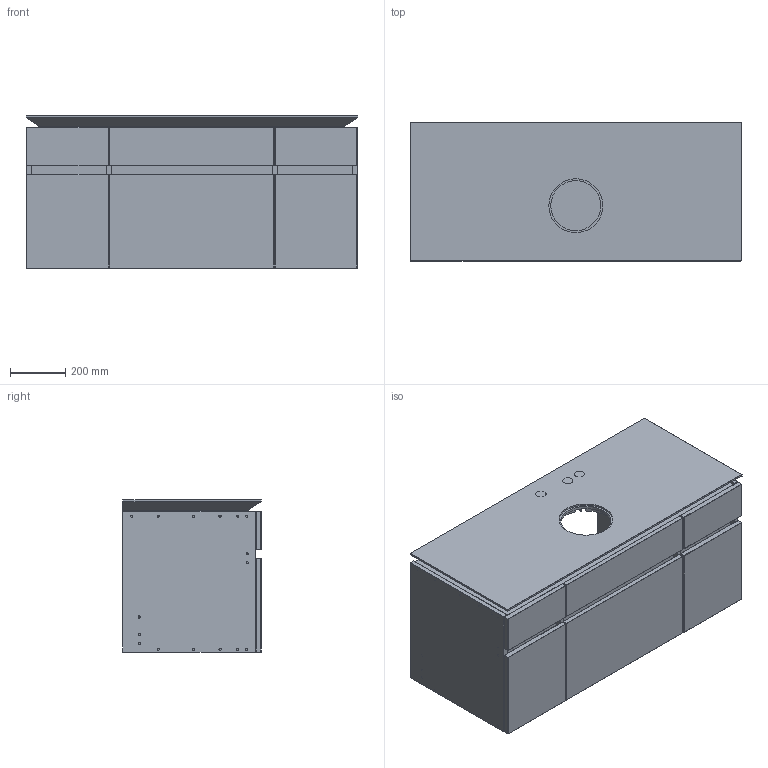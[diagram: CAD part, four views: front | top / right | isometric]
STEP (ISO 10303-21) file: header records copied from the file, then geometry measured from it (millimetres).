
FILE_DESCRIPTION((' '),'2;1');
FILE_NAME('B57800_B578L0.stp','2022-05-16T07:46:35',(' '),(' '),' ','ACIS',' ');
FILE_SCHEMA(('CONFIG_CONTROL_DESIGN'));
Length unit declared in the file: millimetre
Products named in the file (33): B57800_B578L0.stp; Körper1; Körper2; Körper3; Körper4; Körper5; Körper6; Körper7; Körper8; Körper9; Körper10; Körper11; Körper12; Körper13; Körper14; Körper15; Körper16; Körper17; Körper18; Körper19; Körper20; Körper21; Körper22; Körper23; Körper24; Körper25; Körper26; Körper27; Körper28; Körper29; Körper30; Körper31; Körper32
Assembly tree (32 placements, depth 2):
  B57800_B578L0.stp
    Körper1
    Körper2
    Körper3
    Körper4
    Körper5
    Körper6
    Körper7
    Körper8
    Körper9
    Körper10
    Körper11
    Körper12
    Körper13
    Körper14
    Körper15
    Körper16
    Körper17
    Körper18
    Körper19
    Körper20
    Körper21
    Körper22
    Körper23
    Körper24
    Körper25
    Körper26
    Körper27
    Körper28
    Körper29
    Körper30
    Körper31
    Körper32
Bounding box: 1201.5 x 500 x 551.8 mm (x, y, z)
Volume: 76661975.5 mm3; surface area: 8330787.2 mm2
Topology: 32 solids, 32 shells, 934 faces, 1879 edges, 1273 vertices
Faces by surface type: plane 610, cylinder 322, torus 1, cone 1
Full cylindrical faces by diameter (mm): 3 x74, 5 x39, 6.5 x6, 8 x73, 8.01 x60, 10 x32, 26 x1
Entity records: 27346 total; most frequent: DIRECTION 4193, CARTESIAN_POINT 3782, ORIENTED_EDGE 3054, AXIS2_PLACEMENT_3D 1672, EDGE_LOOP 1529, EDGE_CURVE 1527, VERTEX_POINT 1208, FACE_OUTER_BOUND 934
